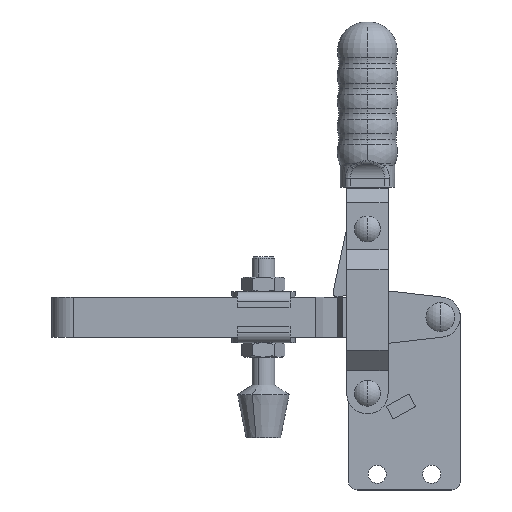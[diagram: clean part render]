
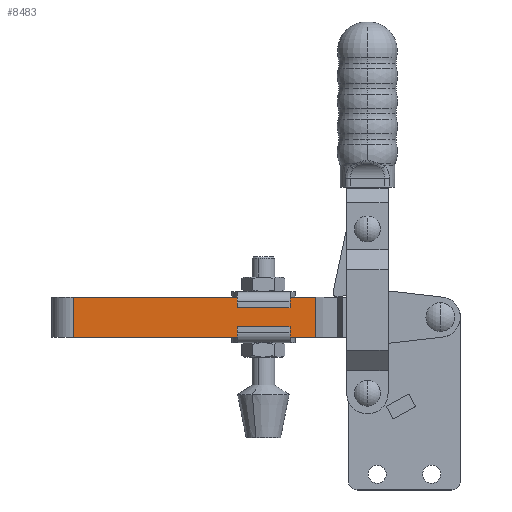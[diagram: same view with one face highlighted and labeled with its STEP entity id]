
A CAD part, top view. The second image highlights one B-rep face of the part: STEP entity #8483.
In plain terms, the highlighted planar face has unit normal (0, 0, 1).
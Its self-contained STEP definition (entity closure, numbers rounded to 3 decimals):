
#98 = PLANE ( 'NONE',  #9053 ) ;
#646 = DIRECTION ( 'NONE',  ( 1., 0., 0. ) ) ;
#1056 = EDGE_CURVE ( 'NONE', #2223, #10725, #4886, .T. ) ;
#1095 = ORIENTED_EDGE ( 'NONE', *, *, #1056, .T. ) ;
#1583 = CARTESIAN_POINT ( 'NONE',  ( -50.408, 51.2, 7.7 ) ) ;
#1630 = CARTESIAN_POINT ( 'NONE',  ( -134.7, 37.2, 7.7 ) ) ;
#1678 = DIRECTION ( 'NONE',  ( 1., 0., 0. ) ) ;
#1729 = CARTESIAN_POINT ( 'NONE',  ( -134.97, 37.2, 7.7 ) ) ;
#2223 = VERTEX_POINT ( 'NONE', #1630 ) ;
#2360 = VECTOR ( 'NONE', #1678, 1000. ) ;
#3217 = LINE ( 'NONE', #6313, #10461 ) ;
#3889 = DIRECTION ( 'NONE',  ( 0., 0., 1. ) ) ;
#4473 = CARTESIAN_POINT ( 'NONE',  ( -50.408, 53.95, 7.7 ) ) ;
#4886 = LINE ( 'NONE', #1729, #2360 ) ;
#5039 = VECTOR ( 'NONE', #5414, 1000. ) ;
#5414 = DIRECTION ( 'NONE',  ( 0., -1., 0. ) ) ;
#5478 = EDGE_CURVE ( 'NONE', #11165, #11260, #3217, .T. ) ;
#6313 = CARTESIAN_POINT ( 'NONE',  ( -134.97, 51.2, 7.7 ) ) ;
#6964 = VECTOR ( 'NONE', #11131, 1000. ) ;
#7024 = ORIENTED_EDGE ( 'NONE', *, *, #7728, .F. ) ;
#7085 = CARTESIAN_POINT ( 'NONE',  ( -134.7, 51.2, 7.7 ) ) ;
#7268 = LINE ( 'NONE', #4473, #5039 ) ;
#7691 = EDGE_CURVE ( 'NONE', #11260, #10725, #7268, .T. ) ;
#7728 = EDGE_CURVE ( 'NONE', #2223, #11165, #9823, .T. ) ;
#8483 = ADVANCED_FACE ( 'NONE', ( #9357 ), #98, .T. ) ;
#9053 = AXIS2_PLACEMENT_3D ( 'NONE', #9560, #3889, #10505 ) ;
#9273 = CARTESIAN_POINT ( 'NONE',  ( -134.7, 34.45, 7.7 ) ) ;
#9357 = FACE_OUTER_BOUND ( 'NONE', #9806, .T. ) ;
#9560 = CARTESIAN_POINT ( 'NONE',  ( -134.97, 37.2, 7.7 ) ) ;
#9806 = EDGE_LOOP ( 'NONE', ( #10850, #7024, #1095, #12062 ) ) ;
#9823 = LINE ( 'NONE', #9273, #6964 ) ;
#10461 = VECTOR ( 'NONE', #646, 1000. ) ;
#10505 = DIRECTION ( 'NONE',  ( 1., 0., 0. ) ) ;
#10725 = VERTEX_POINT ( 'NONE', #11195 ) ;
#10850 = ORIENTED_EDGE ( 'NONE', *, *, #5478, .F. ) ;
#11131 = DIRECTION ( 'NONE',  ( 0., 1., 0. ) ) ;
#11165 = VERTEX_POINT ( 'NONE', #7085 ) ;
#11195 = CARTESIAN_POINT ( 'NONE',  ( -50.408, 37.2, 7.7 ) ) ;
#11260 = VERTEX_POINT ( 'NONE', #1583 ) ;
#12062 = ORIENTED_EDGE ( 'NONE', *, *, #7691, .F. ) ;
